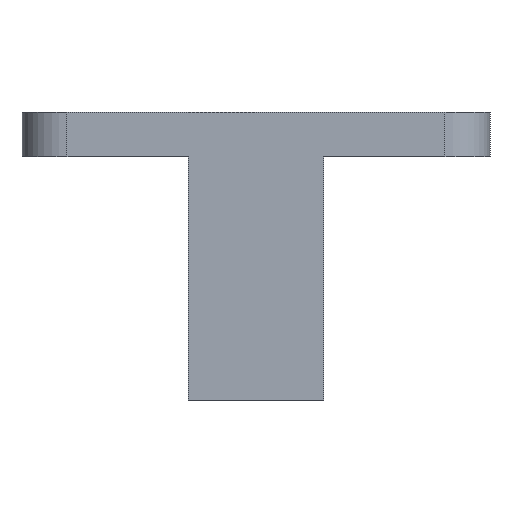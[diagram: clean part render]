
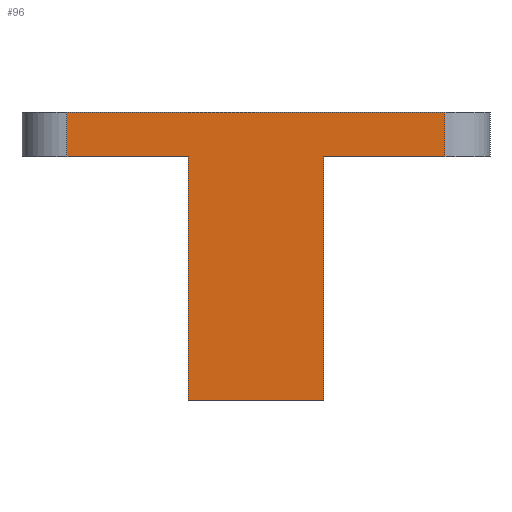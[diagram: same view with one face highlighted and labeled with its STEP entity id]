
A CAD part, left-side view. The second image highlights one B-rep face of the part: STEP entity #96.
In plain terms, the highlighted planar face has unit normal (-1, 0, 0).
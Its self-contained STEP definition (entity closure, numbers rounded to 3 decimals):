
#96 = ADVANCED_FACE( '', ( #162 ), #163, .T. );
#162 = FACE_OUTER_BOUND( '', #244, .T. );
#163 = PLANE( '', #245 );
#244 = EDGE_LOOP( '', ( #479, #480, #481, #482, #483, #484, #485, #486 ) );
#245 = AXIS2_PLACEMENT_3D( '', #487, #488, #489 );
#479 = ORIENTED_EDGE( '', *, *, #641, .T. );
#480 = ORIENTED_EDGE( '', *, *, #605, .T. );
#481 = ORIENTED_EDGE( '', *, *, #626, .F. );
#482 = ORIENTED_EDGE( '', *, *, #669, .T. );
#483 = ORIENTED_EDGE( '', *, *, #687, .F. );
#484 = ORIENTED_EDGE( '', *, *, #684, .F. );
#485 = ORIENTED_EDGE( '', *, *, #633, .F. );
#486 = ORIENTED_EDGE( '', *, *, #688, .T. );
#487 = CARTESIAN_POINT( '', ( -11.5, 7.5, 11. ) );
#488 = DIRECTION( '', ( -1., 0., 0. ) );
#489 = DIRECTION( '', ( 0., -1., 0. ) );
#605 = EDGE_CURVE( '', #712, #716, #718, .T. );
#626 = EDGE_CURVE( '', #756, #716, #757, .T. );
#633 = EDGE_CURVE( '', #768, #770, #771, .T. );
#641 = EDGE_CURVE( '', #785, #712, #786, .T. );
#669 = EDGE_CURVE( '', #756, #828, #829, .T. );
#684 = EDGE_CURVE( '', #770, #854, #855, .T. );
#687 = EDGE_CURVE( '', #854, #828, #859, .T. );
#688 = EDGE_CURVE( '', #768, #785, #860, .F. );
#712 = VERTEX_POINT( '', #889 );
#716 = VERTEX_POINT( '', #894 );
#718 = LINE( '', #896, #897 );
#756 = VERTEX_POINT( '', #949 );
#757 = LINE( '', #950, #951 );
#768 = VERTEX_POINT( '', #965 );
#770 = VERTEX_POINT( '', #967 );
#771 = LINE( '', #968, #969 );
#785 = VERTEX_POINT( '', #989 );
#786 = LINE( '', #990, #991 );
#828 = VERTEX_POINT( '', #1052 );
#829 = LINE( '', #1053, #1054 );
#854 = VERTEX_POINT( '', #1089 );
#855 = LINE( '', #1090, #1091 );
#859 = LINE( '', #1097, #1098 );
#860 = LINE( '', #1099, #1100 );
#889 = CARTESIAN_POINT( '', ( -11.5, 21., 38. ) );
#894 = CARTESIAN_POINT( '', ( -11.5, 21., 33. ) );
#896 = CARTESIAN_POINT( '', ( -11.5, 21., 33. ) );
#897 = VECTOR( '', #1145, 1000. );
#949 = CARTESIAN_POINT( '', ( -11.5, 7.5, 33. ) );
#950 = CARTESIAN_POINT( '', ( -11.5, -26., 33. ) );
#951 = VECTOR( '', #1178, 1000. );
#965 = CARTESIAN_POINT( '', ( -11.5, -21., 33. ) );
#967 = CARTESIAN_POINT( '', ( -11.5, -7.5, 33. ) );
#968 = CARTESIAN_POINT( '', ( -11.5, -26., 33. ) );
#969 = VECTOR( '', #1191, 1000. );
#989 = CARTESIAN_POINT( '', ( -11.5, -21., 38. ) );
#990 = CARTESIAN_POINT( '', ( -11.5, -26., 38. ) );
#991 = VECTOR( '', #1201, 1000. );
#1052 = CARTESIAN_POINT( '', ( -11.5, 7.5, 6. ) );
#1053 = CARTESIAN_POINT( '', ( -11.5, 7.5, 11. ) );
#1054 = VECTOR( '', #1245, 1000. );
#1089 = CARTESIAN_POINT( '', ( -11.5, -7.5, 6. ) );
#1090 = CARTESIAN_POINT( '', ( -11.5, -7.5, 11. ) );
#1091 = VECTOR( '', #1268, 1000. );
#1097 = CARTESIAN_POINT( '', ( -11.5, 7.5, 6. ) );
#1098 = VECTOR( '', #1271, 1000. );
#1099 = CARTESIAN_POINT( '', ( -11.5, -21., 11. ) );
#1100 = VECTOR( '', #1272, 1000. );
#1145 = DIRECTION( '', ( 0., 0., -1. ) );
#1178 = DIRECTION( '', ( 0., 1., 0. ) );
#1191 = DIRECTION( '', ( 0., 1., 0. ) );
#1201 = DIRECTION( '', ( 0., 1., 0. ) );
#1245 = DIRECTION( '', ( 0., 0., -1. ) );
#1268 = DIRECTION( '', ( 0., 0., -1. ) );
#1271 = DIRECTION( '', ( 0., 1., 0. ) );
#1272 = DIRECTION( '', ( 0., 0., -1. ) );
